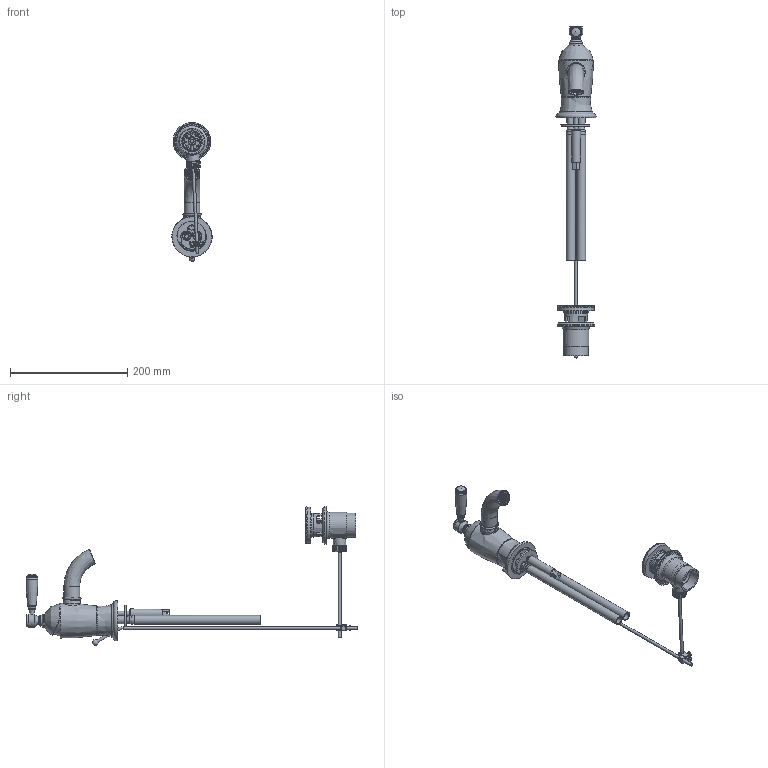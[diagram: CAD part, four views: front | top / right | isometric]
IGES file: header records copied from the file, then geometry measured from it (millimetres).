
Global section: file name: V2K09M    V2K09C    V2K09W; native system: Autodesk Inventor 2018; preprocessor: unknown; author: adaniels; date: 20171206.124338; units: millimetre
Bounding box: 68.58 x 566.09 x 236.91 mm (x, y, z)
Volume: 443584.7 mm3; surface area: 241146.2 mm2
Topology: 48 solids, 49 shells, 2452 faces, 6529 edges, 4434 vertices
Faces by surface type: bspline 2452
